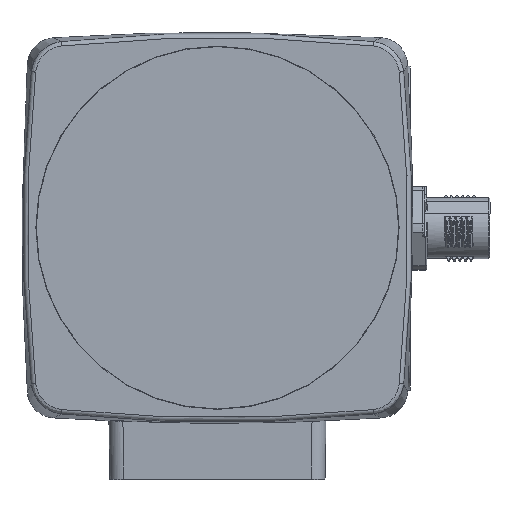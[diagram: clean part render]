
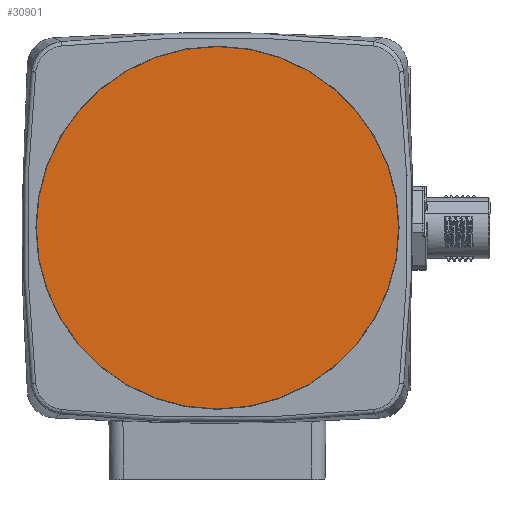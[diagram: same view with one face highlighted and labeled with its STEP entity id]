
A CAD part, top view. The second image highlights one B-rep face of the part: STEP entity #30901.
In plain terms, the highlighted planar face has unit normal (0, 0, 1).
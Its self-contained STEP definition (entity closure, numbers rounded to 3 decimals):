
#30813=CARTESIAN_POINT('',(0.,0.,5.94));
#30814=DIRECTION('',(0.,0.,-1.));
#30815=DIRECTION('',(-1.,0.,0.));
#30816=AXIS2_PLACEMENT_3D('',#30813,#30814,#30815);
#30818=CARTESIAN_POINT('',(0.,0.,5.94));
#30819=DIRECTION('',(0.,0.,-1.));
#30820=DIRECTION('',(1.,0.,0.));
#30821=AXIS2_PLACEMENT_3D('',#30818,#30819,#30820);
#30827=CARTESIAN_POINT('',(32.45,0.,5.94));
#30828=VERTEX_POINT('',#30827);
#30829=CARTESIAN_POINT('',(-32.45,0.,5.94));
#30830=VERTEX_POINT('',#30829);
#30892=CARTESIAN_POINT('',(0.,0.,5.94));
#30893=DIRECTION('',(0.,0.,1.));
#30894=DIRECTION('',(1.,0.,0.));
#30895=AXIS2_PLACEMENT_3D('',#30892,#30893,#30894);
#30896=PLANE('',#30895);
#30897=ORIENTED_EDGE('',*,*,#30858,.T.);
#30898=ORIENTED_EDGE('',*,*,#30879,.T.);
#30899=EDGE_LOOP('',(#30897,#30898));
#30900=FACE_OUTER_BOUND('',#30899,.F.);
#30901=ADVANCED_FACE('',(#30900),#30896,.T.);
#30817=CIRCLE('',#30816,32.45);
#30822=CIRCLE('',#30821,32.45);
#30858=EDGE_CURVE('',#30830,#30828,#30817,.T.);
#30879=EDGE_CURVE('',#30828,#30830,#30822,.T.);
